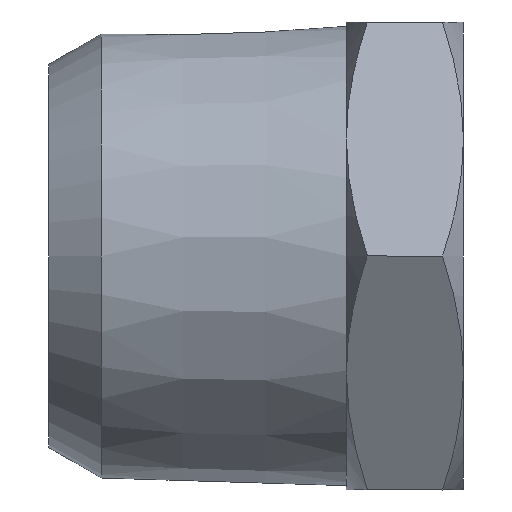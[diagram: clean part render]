
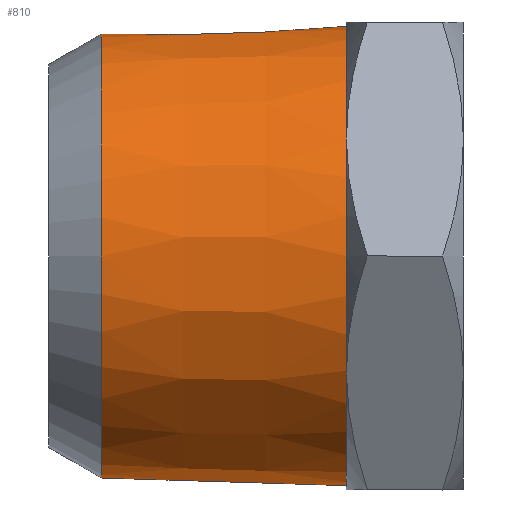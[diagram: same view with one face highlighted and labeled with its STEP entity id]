
A CAD part, left-side view. The second image highlights one B-rep face of the part: STEP entity #810.
In plain terms, the highlighted conical face has half-angle 1.79 degrees and reference radius 10.435 mm.
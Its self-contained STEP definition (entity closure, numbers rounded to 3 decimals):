
#32 = AXIS2_PLACEMENT_3D ( 'NONE', #652, #650, #649 ) ;
#33 = AXIS2_PLACEMENT_3D ( 'NONE', #646, #645, #642 ) ;
#69 = EDGE_CURVE ( 'NONE', #401, #401, #129, .T. ) ;
#70 = EDGE_CURVE ( 'NONE', #398, #398, #124, .T. ) ;
#93 = AXIS2_PLACEMENT_3D ( 'NONE', #485, #484, #486 ) ;
#124 = CIRCLE ( 'NONE', #33, 10.435 ) ;
#129 = CIRCLE ( 'NONE', #32, 10.795 ) ;
#255 = ORIENTED_EDGE ( 'NONE', *, *, #69, .F. ) ;
#256 = ORIENTED_EDGE ( 'NONE', *, *, #70, .F. ) ;
#283 = EDGE_LOOP ( 'NONE', ( #256 ) ) ;
#289 = EDGE_LOOP ( 'NONE', ( #255 ) ) ;
#346 = CONICAL_SURFACE ( 'NONE', #93, 10.435, 0.031 ) ;
#360 = FACE_BOUND ( 'NONE', #283, .T. ) ;
#361 = FACE_OUTER_BOUND ( 'NONE', #289, .T. ) ;
#398 = VERTEX_POINT ( 'NONE', #436 ) ;
#401 = VERTEX_POINT ( 'NONE', #429 ) ;
#429 = CARTESIAN_POINT ( 'NONE',  ( 0., 5.5, -10.795 ) ) ;
#436 = CARTESIAN_POINT ( 'NONE',  ( 0., 17.015, -10.435 ) ) ;
#484 = DIRECTION ( 'NONE',  ( 0., -1., 0. ) ) ;
#485 = CARTESIAN_POINT ( 'NONE',  ( 0., 17.015, 0. ) ) ;
#486 = DIRECTION ( 'NONE',  ( 0., 0., -1. ) ) ;
#642 = DIRECTION ( 'NONE',  ( 0., 0., -1. ) ) ;
#645 = DIRECTION ( 'NONE',  ( 0., 1., 0. ) ) ;
#646 = CARTESIAN_POINT ( 'NONE',  ( 0., 17.015, 0. ) ) ;
#649 = DIRECTION ( 'NONE',  ( 0., 0., -1. ) ) ;
#650 = DIRECTION ( 'NONE',  ( 0., -1., 0. ) ) ;
#652 = CARTESIAN_POINT ( 'NONE',  ( 0., 5.5, 0. ) ) ;
#810 = ADVANCED_FACE ( 'NONE', ( #360, #361 ), #346, .T. ) ;
